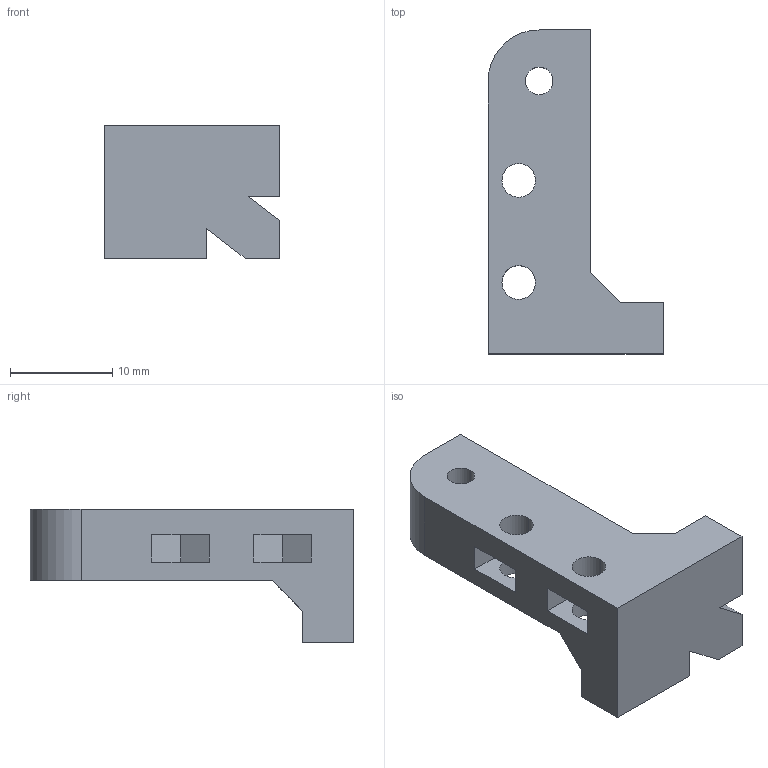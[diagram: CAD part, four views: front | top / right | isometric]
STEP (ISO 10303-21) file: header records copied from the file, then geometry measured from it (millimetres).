
FILE_DESCRIPTION (( 'STEP AP214' ), '1' );
FILE_NAME ('M3塞螺母.STEP', '2025-08-20T13:42:52', ( '' ), ( '' ), 'SwSTEP 2.0', 'SolidWorks 2018', '' );
FILE_SCHEMA (( 'AUTOMOTIVE_DESIGN' ));
Length unit declared in the file: millimetre
Products named in the file (1): M3塞螺母
Bounding box: 17.22 x 31.75 x 13.12 mm (x, y, z)
Volume: 2716.7 mm3; surface area: 1899.6 mm2
Topology: 1 solids, 1 shells, 40 faces, 110 edges, 73 vertices
Faces by surface type: plane 29, cylinder 11
Entity records: 1321 total; most frequent: CARTESIAN_POINT 233, ORIENTED_EDGE 220, DIRECTION 210, EDGE_CURVE 110, LINE 86, VECTOR 86, VERTEX_POINT 73, AXIS2_PLACEMENT_3D 62
